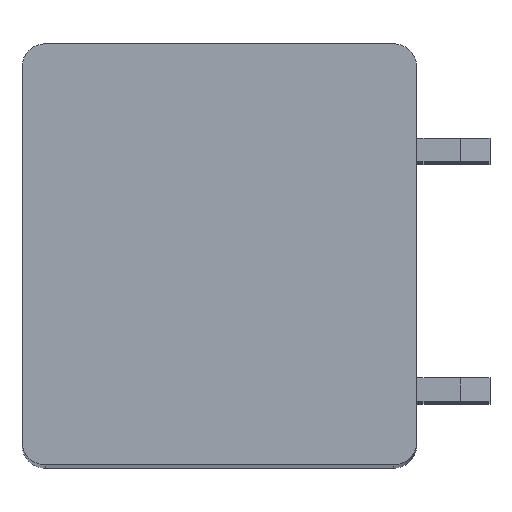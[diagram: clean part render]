
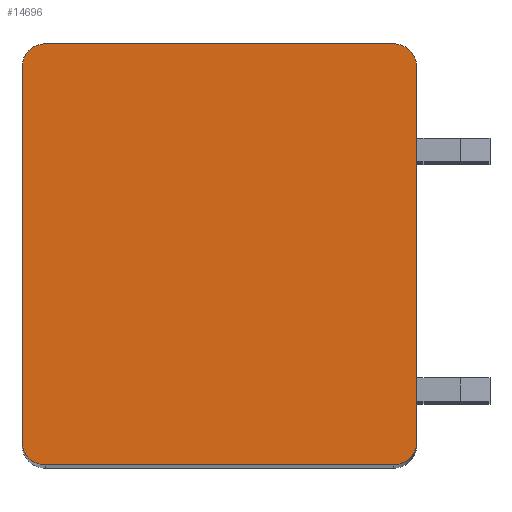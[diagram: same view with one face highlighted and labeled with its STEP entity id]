
A CAD part, top view. The second image highlights one B-rep face of the part: STEP entity #14696.
In plain terms, the highlighted planar face has unit normal (0, 0, 1).
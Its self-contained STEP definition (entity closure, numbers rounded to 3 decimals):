
#1593=CARTESIAN_POINT('',(-5.95,6.4,1.75));
#1594=DIRECTION('',(0.,0.,1.));
#1595=DIRECTION('',(0.,1.,0.));
#1596=AXIS2_PLACEMENT_3D('',#1593,#1594,#1595);
#1598=DIRECTION('',(-1.,0.,0.));
#1599=VECTOR('',#1598,11.9);
#1600=CARTESIAN_POINT('',(5.95,7.2,1.75));
#1601=LINE('',#1600,#1599);
#1602=CARTESIAN_POINT('',(5.95,6.4,1.75));
#1603=DIRECTION('',(0.,0.,1.));
#1604=DIRECTION('',(1.,0.,0.));
#1605=AXIS2_PLACEMENT_3D('',#1602,#1603,#1604);
#1607=DIRECTION('',(0.,1.,0.));
#1608=VECTOR('',#1607,12.8);
#1609=CARTESIAN_POINT('',(6.75,-6.4,1.75));
#1610=LINE('',#1609,#1608);
#1611=CARTESIAN_POINT('',(5.95,-6.4,1.75));
#1612=DIRECTION('',(0.,0.,1.));
#1613=DIRECTION('',(0.,-1.,0.));
#1614=AXIS2_PLACEMENT_3D('',#1611,#1612,#1613);
#1616=DIRECTION('',(1.,0.,0.));
#1617=VECTOR('',#1616,11.9);
#1618=CARTESIAN_POINT('',(-5.95,-7.2,1.75));
#1619=LINE('',#1618,#1617);
#1620=CARTESIAN_POINT('',(-5.95,-6.4,1.75));
#1621=DIRECTION('',(0.,0.,1.));
#1622=DIRECTION('',(-1.,0.,0.));
#1623=AXIS2_PLACEMENT_3D('',#1620,#1621,#1622);
#1625=DIRECTION('',(0.,-1.,0.));
#1626=VECTOR('',#1625,12.8);
#1627=CARTESIAN_POINT('',(-6.75,6.4,1.75));
#1628=LINE('',#1627,#1626);
#11069=CARTESIAN_POINT('',(-5.95,7.2,1.75));
#11070=VERTEX_POINT('',#11069);
#11071=CARTESIAN_POINT('',(-6.75,6.4,1.75));
#11072=VERTEX_POINT('',#11071);
#11077=CARTESIAN_POINT('',(6.75,6.4,1.75));
#11078=VERTEX_POINT('',#11077);
#11079=CARTESIAN_POINT('',(5.95,7.2,1.75));
#11080=VERTEX_POINT('',#11079);
#11085=CARTESIAN_POINT('',(-6.75,-6.4,1.75));
#11086=VERTEX_POINT('',#11085);
#11087=CARTESIAN_POINT('',(-5.95,-7.2,1.75));
#11088=VERTEX_POINT('',#11087);
#11093=CARTESIAN_POINT('',(5.95,-7.2,1.75));
#11094=VERTEX_POINT('',#11093);
#11095=CARTESIAN_POINT('',(6.75,-6.4,1.75));
#11096=VERTEX_POINT('',#11095);
#14681=CARTESIAN_POINT('',(0.,0.,1.75));
#14682=DIRECTION('',(0.,0.,1.));
#14683=DIRECTION('',(1.,0.,0.));
#14684=AXIS2_PLACEMENT_3D('',#14681,#14682,#14683);
#14685=PLANE('',#14684);
#14686=ORIENTED_EDGE('',*,*,#13713,.F.);
#14687=ORIENTED_EDGE('',*,*,#13729,.F.);
#14688=ORIENTED_EDGE('',*,*,#14246,.F.);
#14689=ORIENTED_EDGE('',*,*,#14261,.F.);
#14690=ORIENTED_EDGE('',*,*,#14634,.F.);
#14691=ORIENTED_EDGE('',*,*,#14647,.F.);
#14692=ORIENTED_EDGE('',*,*,#14662,.F.);
#14693=ORIENTED_EDGE('',*,*,#14674,.F.);
#14694=EDGE_LOOP('',(#14686,#14687,#14688,#14689,#14690,#14691,#14692,#14693));
#14695=FACE_OUTER_BOUND('',#14694,.F.);
#1597=CIRCLE('',#1596,0.8);
#1606=CIRCLE('',#1605,0.8);
#1615=CIRCLE('',#1614,0.8);
#1624=CIRCLE('',#1623,0.8);
#13713=EDGE_CURVE('',#11070,#11072,#1597,.T.);
#13729=EDGE_CURVE('',#11080,#11070,#1601,.T.);
#14246=EDGE_CURVE('',#11078,#11080,#1606,.T.);
#14261=EDGE_CURVE('',#11096,#11078,#1610,.T.);
#14634=EDGE_CURVE('',#11094,#11096,#1615,.T.);
#14647=EDGE_CURVE('',#11088,#11094,#1619,.T.);
#14662=EDGE_CURVE('',#11086,#11088,#1624,.T.);
#14674=EDGE_CURVE('',#11072,#11086,#1628,.T.);
#14696=ADVANCED_FACE('',(#14695),#14685,.T.);
